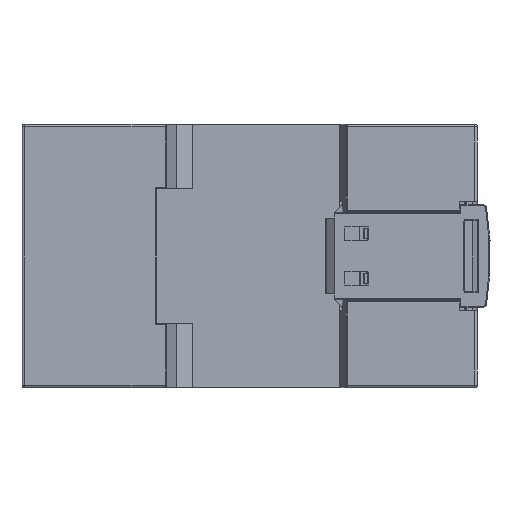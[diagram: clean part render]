
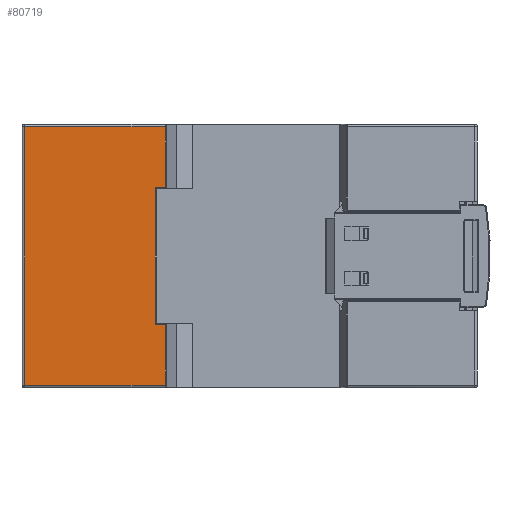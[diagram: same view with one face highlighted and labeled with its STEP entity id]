
A CAD part, front view. The second image highlights one B-rep face of the part: STEP entity #80719.
In plain terms, the highlighted planar face has unit normal (0, -1, 0).
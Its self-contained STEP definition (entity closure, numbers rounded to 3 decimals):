
#80624=DIRECTION('',(0.,0.,-1.));
#80625=VECTOR('',#80624,12.02);
#80626=CARTESIAN_POINT('',(-16.733,-8.5,25.57));
#80627=LINE('',#80626,#80625);
#80631=DIRECTION('',(-1.,0.,0.));
#80632=VECTOR('',#80631,2.);
#80633=CARTESIAN_POINT('',(-16.733,-8.5,13.55));
#80634=LINE('',#80633,#80632);
#80638=DIRECTION('',(0.,0.,-1.));
#80639=VECTOR('',#80638,27.1);
#80640=CARTESIAN_POINT('',(-18.733,-8.5,13.55));
#80641=LINE('',#80640,#80639);
#80645=DIRECTION('',(1.,0.,0.));
#80646=VECTOR('',#80645,2.);
#80647=CARTESIAN_POINT('',(-18.733,-8.5,-13.55));
#80648=LINE('',#80647,#80646);
#80652=DIRECTION('',(0.,0.,-1.));
#80653=VECTOR('',#80652,12.02);
#80654=CARTESIAN_POINT('',(-16.733,-8.5,-13.55));
#80655=LINE('',#80654,#80653);
#80659=DIRECTION('',(-1.,0.,0.));
#80660=VECTOR('',#80659,27.837);
#80661=CARTESIAN_POINT('',(-16.733,-8.5,-25.57));
#80662=LINE('',#80661,#80660);
#80666=DIRECTION('',(0.,0.,1.));
#80667=VECTOR('',#80666,51.14);
#80668=CARTESIAN_POINT('',(-44.57,-8.5,-25.57));
#80669=LINE('',#80668,#80667);
#80673=DIRECTION('',(1.,0.,0.));
#80674=VECTOR('',#80673,27.837);
#80675=CARTESIAN_POINT('',(-44.57,-8.5,25.57));
#80676=LINE('',#80675,#80674);
#80680=CARTESIAN_POINT('',(-16.733,-8.5,25.57));
#80681=CARTESIAN_POINT('',(-16.733,-8.5,13.55));
#80682=VERTEX_POINT('',#80680);
#80683=VERTEX_POINT('',#80681);
#80684=CARTESIAN_POINT('',(-18.733,-8.5,13.55));
#80685=VERTEX_POINT('',#80684);
#80686=CARTESIAN_POINT('',(-18.733,-8.5,-13.55));
#80687=VERTEX_POINT('',#80686);
#80688=CARTESIAN_POINT('',(-16.733,-8.5,-13.55));
#80689=VERTEX_POINT('',#80688);
#80690=CARTESIAN_POINT('',(-16.733,-8.5,-25.57));
#80691=VERTEX_POINT('',#80690);
#80692=CARTESIAN_POINT('',(-44.57,-8.5,-25.57));
#80693=VERTEX_POINT('',#80692);
#80694=CARTESIAN_POINT('',(-44.57,-8.5,25.57));
#80695=VERTEX_POINT('',#80694);
#80696=CARTESIAN_POINT('',(-30.651,-8.5,0.));
#80697=DIRECTION('',(0.,1.,0.));
#80698=DIRECTION('',(-1.,0.,0.));
#80699=AXIS2_PLACEMENT_3D('',#80696,#80697,#80698);
#80700=PLANE('',#80699);
#80702=ORIENTED_EDGE('',*,*,#80701,.T.);
#80704=ORIENTED_EDGE('',*,*,#80703,.T.);
#80706=ORIENTED_EDGE('',*,*,#80705,.T.);
#80708=ORIENTED_EDGE('',*,*,#80707,.T.);
#80710=ORIENTED_EDGE('',*,*,#80709,.T.);
#80712=ORIENTED_EDGE('',*,*,#80711,.T.);
#80714=ORIENTED_EDGE('',*,*,#80713,.T.);
#80716=ORIENTED_EDGE('',*,*,#80715,.T.);
#80717=EDGE_LOOP('',(#80702,#80704,#80706,#80708,#80710,#80712,#80714,#80716));
#80718=FACE_OUTER_BOUND('',#80717,.F.);
#80701=EDGE_CURVE('',#80682,#80683,#80627,.T.);
#80703=EDGE_CURVE('',#80683,#80685,#80634,.T.);
#80705=EDGE_CURVE('',#80685,#80687,#80641,.T.);
#80707=EDGE_CURVE('',#80687,#80689,#80648,.T.);
#80709=EDGE_CURVE('',#80689,#80691,#80655,.T.);
#80711=EDGE_CURVE('',#80691,#80693,#80662,.T.);
#80713=EDGE_CURVE('',#80693,#80695,#80669,.T.);
#80715=EDGE_CURVE('',#80695,#80682,#80676,.T.);
#80719=ADVANCED_FACE('',(#80718),#80700,.F.);
